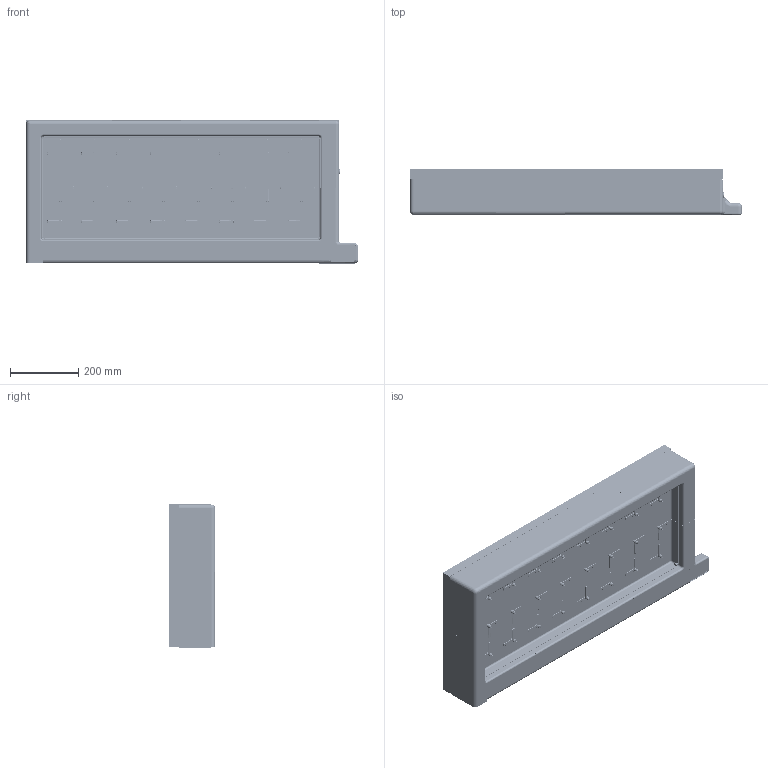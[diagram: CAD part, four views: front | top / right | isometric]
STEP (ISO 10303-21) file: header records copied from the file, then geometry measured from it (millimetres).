
FILE_DESCRIPTION(/* description */ ('STEP AP242','CAx-IF Rec.Pracs.---Representation and Presentation of Product Manufacturing Information (PMI)---4.0---2014-10-13','CAx-IF Rec.Pracs.---3D Tessellated Geometry---0.4---2014-09-14','2;1'),/* implementation_level */ '2;1');
FILE_NAME(/* name */ '688dbd6944961510ff4f9570',/* time_stamp */ '2025-08-02T07:25:33Z',/* author */ (''),/* organization */ (''),/* preprocessor_version */ 'ST-DEVELOPER v20',/* originating_system */ 'ONSHAPE BY PTC INC, 1.201',/* authorisation */ ' ');
FILE_SCHEMA (('AP242_MANAGED_MODEL_BASED_3D_ENGINEERING_MIM_LF { 1 0 10303 442 1 1 4 }'));
Products named in the file (25): Full clock assembly; Makeshift button; Minute Hand; 12T Gear Small Hole; Servo; 12T Gear Big Hole; Button mount; 32T Servo Gear; Vertical Left Down; Makeshift power supply; Hour Hand; Makeshift LCD screen; Clock Body; Vertical Left Up; Makeshift motherboard and nano; Horizontal Up; Makeshift speaker; Horizontal Down; Makeshift audio amplifier; Makeshift servo controller; Vertical Right Up; Makeshift LED strips; Makeshift time module; Makeshift wood and foam
Assembly tree (267 placements, depth 2):
  Full clock assembly
    Makeshift button  x24
    Minute Hand  x24
    12T Gear Small Hole  x24
    Servo  x48
    12T Gear Big Hole  x24
    Button mount  x24
    32T Servo Gear  x48
    Vertical Left Down
    Makeshift power supply
    Hour Hand  x24
    Makeshift LCD screen
    Clock Body  x4
    Vertical Left Up
    Makeshift motherboard and nano
    Horizontal Up  x4
    Makeshift speaker
    Horizontal Down  x4
    Makeshift audio amplifier
    Makeshift servo controller  x3
    Vertical Right Up
    Makeshift LED strips
    Makeshift time module
    Vertical Right Up
    Makeshift wood and foam
Bounding box: 973.26 x 134.98 x 419.4 mm (x, y, z)
Volume: 18918788.2 mm3; surface area: 4123187.9 mm2
Topology: 266 solids, 267 shells, 20806 faces, 58771 edges, 38779 vertices
Faces by surface type: cylinder 11007, plane 5187, bspline 4324, torus 274, sphere 14
Full cylindrical faces by diameter (mm): 1.75 x48, 2.3 x48, 2.5 x96, 3 x24, 3.2 x24, 3.3 x76, 4 x96, 4.3 x24, 4.8 x48, 4.85 x48, 5 x1, 6.2 x24, 6.6 x24, 8 x24, 8.225 x24, 8.3 x24, 9.4 x24, 9.5 x24, 11.5 x24, 12.7 x48, 15 x1, 30 x20, 91 x24, 94 x24
Entity records: 64952 total; most frequent: CARTESIAN_POINT 19834, DIRECTION 9157, ORIENTED_EDGE 8913, EDGE_CURVE 4458, AXIS2_PLACEMENT_3D 3162, VERTEX_POINT 2999, LINE 2833, VECTOR 2833
